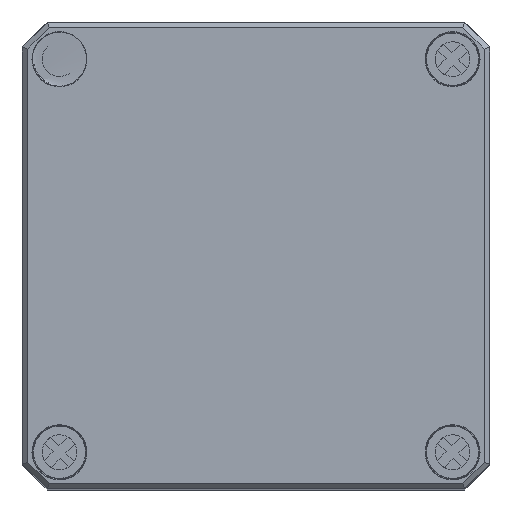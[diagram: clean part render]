
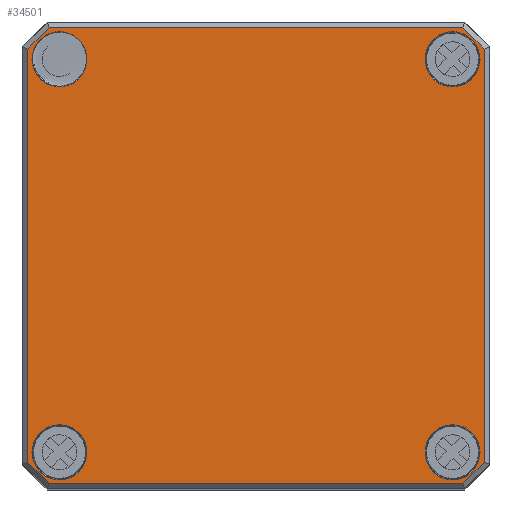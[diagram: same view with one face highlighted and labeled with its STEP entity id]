
A CAD part, top view. The second image highlights one B-rep face of the part: STEP entity #34501.
In plain terms, the highlighted planar face has unit normal (0, 0, 1).
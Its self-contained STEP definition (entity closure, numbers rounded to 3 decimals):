
#291=FACE_BOUND('',#10926,.T.);
#292=FACE_BOUND('',#10927,.T.);
#293=FACE_BOUND('',#10928,.T.);
#294=FACE_BOUND('',#10929,.T.);
#947=PLANE('',#37123);
#3345=LINE('',#62743,#5992);
#3346=LINE('',#62745,#5993);
#3347=LINE('',#62747,#5994);
#3348=LINE('',#62749,#5995);
#3349=LINE('',#62751,#5996);
#3350=LINE('',#62753,#5997);
#3351=LINE('',#62755,#5998);
#3352=LINE('',#62756,#5999);
#5992=VECTOR('',#44212,10.);
#5993=VECTOR('',#44213,10.);
#5994=VECTOR('',#44214,10.);
#5995=VECTOR('',#44215,10.);
#5996=VECTOR('',#44216,10.);
#5997=VECTOR('',#44217,10.);
#5998=VECTOR('',#44218,10.);
#5999=VECTOR('',#44219,10.);
#8662=FACE_OUTER_BOUND('',#10925,.T.);
#10925=EDGE_LOOP('',(#29659,#29660,#29661,#29662,#29663,#29664,#29665,#29666));
#10926=EDGE_LOOP('',(#29667,#29668));
#10927=EDGE_LOOP('',(#29669,#29670));
#10928=EDGE_LOOP('',(#29671));
#10929=EDGE_LOOP('',(#29672));
#13329=CIRCLE('',#37118,5.53);
#13333=CIRCLE('',#37124,5.53);
#13334=CIRCLE('',#37125,5.53);
#13335=CIRCLE('',#37126,5.53);
#13336=CIRCLE('',#37127,5.53);
#13337=CIRCLE('',#37128,5.53);
#16393=VERTEX_POINT('',#62731);
#16396=VERTEX_POINT('',#62741);
#16397=VERTEX_POINT('',#62742);
#16398=VERTEX_POINT('',#62744);
#16399=VERTEX_POINT('',#62746);
#16400=VERTEX_POINT('',#62748);
#16401=VERTEX_POINT('',#62750);
#16402=VERTEX_POINT('',#62752);
#16403=VERTEX_POINT('',#62754);
#16404=VERTEX_POINT('',#62757);
#16405=VERTEX_POINT('',#62758);
#16406=VERTEX_POINT('',#62761);
#16407=VERTEX_POINT('',#62762);
#16408=VERTEX_POINT('',#62765);
#20893=EDGE_CURVE('',#16393,#16393,#13329,.T.);
#20898=EDGE_CURVE('',#16396,#16397,#3345,.T.);
#20899=EDGE_CURVE('',#16398,#16396,#3346,.T.);
#20900=EDGE_CURVE('',#16399,#16398,#3347,.T.);
#20901=EDGE_CURVE('',#16400,#16399,#3348,.T.);
#20902=EDGE_CURVE('',#16401,#16400,#3349,.T.);
#20903=EDGE_CURVE('',#16402,#16401,#3350,.T.);
#20904=EDGE_CURVE('',#16403,#16402,#3351,.T.);
#20905=EDGE_CURVE('',#16397,#16403,#3352,.T.);
#20906=EDGE_CURVE('',#16404,#16405,#13333,.T.);
#20907=EDGE_CURVE('',#16405,#16404,#13334,.T.);
#20908=EDGE_CURVE('',#16406,#16407,#13335,.T.);
#20909=EDGE_CURVE('',#16407,#16406,#13336,.T.);
#20910=EDGE_CURVE('',#16408,#16408,#13337,.T.);
#29659=ORIENTED_EDGE('',*,*,#20898,.F.);
#29660=ORIENTED_EDGE('',*,*,#20899,.F.);
#29661=ORIENTED_EDGE('',*,*,#20900,.F.);
#29662=ORIENTED_EDGE('',*,*,#20901,.F.);
#29663=ORIENTED_EDGE('',*,*,#20902,.F.);
#29664=ORIENTED_EDGE('',*,*,#20903,.F.);
#29665=ORIENTED_EDGE('',*,*,#20904,.F.);
#29666=ORIENTED_EDGE('',*,*,#20905,.F.);
#29667=ORIENTED_EDGE('',*,*,#20906,.F.);
#29668=ORIENTED_EDGE('',*,*,#20907,.F.);
#29669=ORIENTED_EDGE('',*,*,#20908,.F.);
#29670=ORIENTED_EDGE('',*,*,#20909,.F.);
#29671=ORIENTED_EDGE('',*,*,#20910,.F.);
#29672=ORIENTED_EDGE('',*,*,#20893,.F.);
#34501=ADVANCED_FACE('',(#8662,#291,#292,#293,#294),#947,.T.);
#37118=AXIS2_PLACEMENT_3D('',#62732,#44199,#44200);
#37123=AXIS2_PLACEMENT_3D('',#62740,#44210,#44211);
#37124=AXIS2_PLACEMENT_3D('',#62759,#44220,#44221);
#37125=AXIS2_PLACEMENT_3D('',#62760,#44222,#44223);
#37126=AXIS2_PLACEMENT_3D('',#62763,#44224,#44225);
#37127=AXIS2_PLACEMENT_3D('',#62764,#44226,#44227);
#37128=AXIS2_PLACEMENT_3D('',#62766,#44228,#44229);
#44199=DIRECTION('center_axis',(0.,0.,1.));
#44200=DIRECTION('ref_axis',(-1.,0.,0.));
#44210=DIRECTION('center_axis',(0.,0.,1.));
#44211=DIRECTION('ref_axis',(1.,0.,0.));
#44212=DIRECTION('',(0.707,-0.707,0.));
#44213=DIRECTION('',(1.,0.,0.));
#44214=DIRECTION('',(0.707,0.707,0.));
#44215=DIRECTION('',(0.,1.,0.));
#44216=DIRECTION('',(-0.707,0.707,0.));
#44217=DIRECTION('',(-1.,0.,0.));
#44218=DIRECTION('',(-0.707,-0.707,0.));
#44219=DIRECTION('',(0.,-1.,0.));
#44220=DIRECTION('center_axis',(0.,0.,1.));
#44221=DIRECTION('ref_axis',(1.,0.,0.));
#44222=DIRECTION('center_axis',(0.,0.,1.));
#44223=DIRECTION('ref_axis',(1.,0.,0.));
#44224=DIRECTION('center_axis',(0.,0.,1.));
#44225=DIRECTION('ref_axis',(1.,0.,0.));
#44226=DIRECTION('center_axis',(0.,0.,1.));
#44227=DIRECTION('ref_axis',(1.,0.,0.));
#44228=DIRECTION('center_axis',(0.,0.,1.));
#44229=DIRECTION('ref_axis',(-1.,0.,0.));
#62731=CARTESIAN_POINT('',(-33.97,39.5,15.));
#62732=CARTESIAN_POINT('Origin',(-39.5,39.5,15.));
#62740=CARTESIAN_POINT('Origin',(0.,0.,
15.));
#62741=CARTESIAN_POINT('',(41.532,45.869,15.));
#62742=CARTESIAN_POINT('',(45.869,41.532,15.));
#62743=CARTESIAN_POINT('',(42.45,44.95,15.));
#62744=CARTESIAN_POINT('',(-41.532,45.869,15.));
#62745=CARTESIAN_POINT('',(-21.,45.869,15.));
#62746=CARTESIAN_POINT('',(-45.869,41.532,15.));
#62747=CARTESIAN_POINT('',(-44.95,42.45,15.));
#62748=CARTESIAN_POINT('',(-45.869,-41.532,15.));
#62749=CARTESIAN_POINT('',(-45.869,-21.,15.));
#62750=CARTESIAN_POINT('',(-41.532,-45.869,15.));
#62751=CARTESIAN_POINT('',(-42.45,-44.95,15.));
#62752=CARTESIAN_POINT('',(41.532,-45.869,15.));
#62753=CARTESIAN_POINT('',(21.,-45.869,15.));
#62754=CARTESIAN_POINT('',(45.869,-41.532,15.));
#62755=CARTESIAN_POINT('',(44.95,-42.45,15.));
#62756=CARTESIAN_POINT('',(45.869,21.,15.));
#62757=CARTESIAN_POINT('',(33.97,39.5,15.));
#62758=CARTESIAN_POINT('',(45.03,39.5,15.));
#62759=CARTESIAN_POINT('Origin',(39.5,39.5,15.));
#62760=CARTESIAN_POINT('Origin',(39.5,39.5,15.));
#62761=CARTESIAN_POINT('',(33.97,-39.5,15.));
#62762=CARTESIAN_POINT('',(45.03,-39.5,15.));
#62763=CARTESIAN_POINT('Origin',(39.5,-39.5,15.));
#62764=CARTESIAN_POINT('Origin',(39.5,-39.5,15.));
#62765=CARTESIAN_POINT('',(-33.97,-39.5,15.));
#62766=CARTESIAN_POINT('Origin',(-39.5,-39.5,15.));
